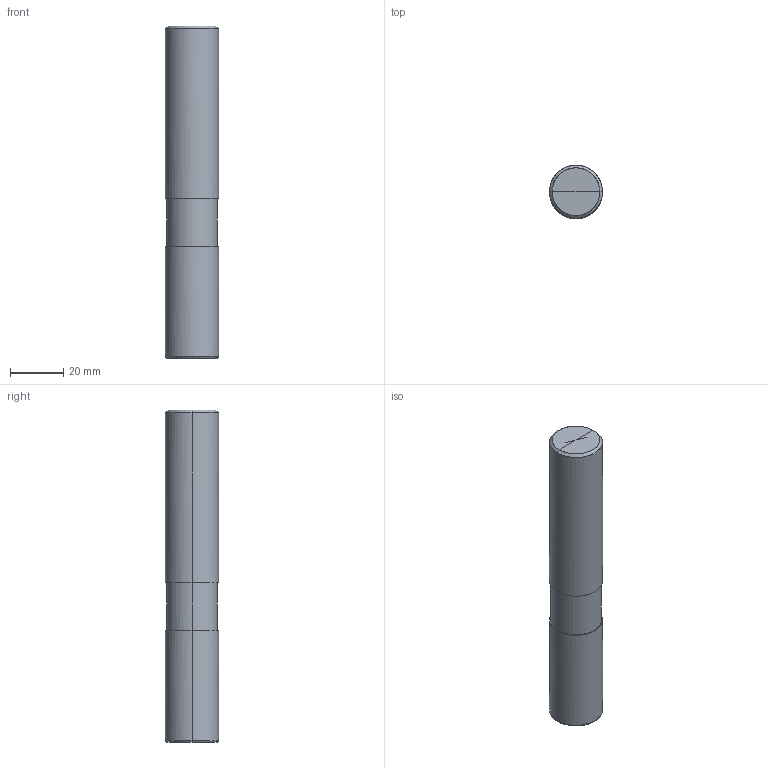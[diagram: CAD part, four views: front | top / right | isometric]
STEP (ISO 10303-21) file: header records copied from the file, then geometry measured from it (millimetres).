
FILE_DESCRIPTION(/* description */ (''),/* implementation_level */ '2;1');
FILE_NAME(/*name*/ 'VHVTR 5 200 125 20 03 050 L',/*time_stamp*/'2016-7-5T13:14:47',/*author*/ ('ISBE GmbH'),/*organization*/ ('ISBE GmbH'),/*preprocessor_version*/ 'STEP IO v1.0',/*originating_system*/ '',/*authorisation*/ '');
FILE_SCHEMA (('AUTOMOTIVE_DESIGN'));
Length unit declared in the file: millimetre
Products named in the file (1): Document
Bounding box: 20 x 19.99 x 125 mm (x, y, z)
Surface area: 8446.7 mm2 (no closed solid volume)
Topology: 0 solids, 18 shells, 18 faces, 72 edges, 68 vertices
Faces by surface type: bspline 18
Entity records: 394 total; most frequent: CARTESIAN_POINT 94, VERTEX_POINT 68, EDGE_CURVE 68, ORIENTED_EDGE 68, EDGE_LOOP 18, FACE_OUTER_BOUND 18, ADVANCED_FACE 18, DIRECTION 8
